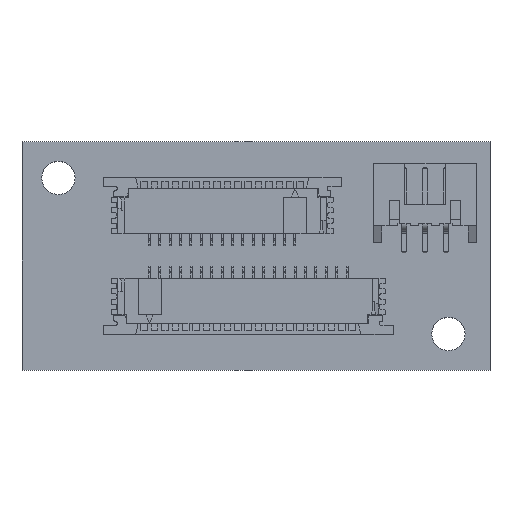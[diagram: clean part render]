
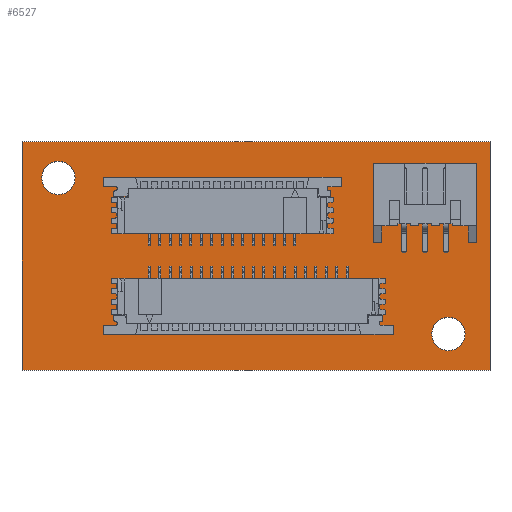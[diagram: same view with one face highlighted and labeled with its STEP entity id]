
A CAD part, top view. The second image highlights one B-rep face of the part: STEP entity #6527.
In plain terms, the highlighted planar face has unit normal (0, 0, 1).
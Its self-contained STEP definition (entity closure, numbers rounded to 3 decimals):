
#199 = FACE_OUTER_BOUND ( 'NONE', #46041, .T. ) ;
#980 = VECTOR ( 'NONE', #39553, 1000. ) ;
#1513 = ORIENTED_EDGE ( 'NONE', *, *, #14191, .T. ) ;
#1795 = DIRECTION ( 'NONE',  ( -1., 0., 0. ) ) ;
#2431 = LINE ( 'NONE', #6560, #46698 ) ;
#2984 = VECTOR ( 'NONE', #25717, 1000. ) ;
#3481 = EDGE_LOOP ( 'NONE', ( #46234, #32888 ) ) ;
#3803 = EDGE_CURVE ( 'NONE', #17087, #29336, #2431, .T. ) ;
#3847 = DIRECTION ( 'NONE',  ( 0., 0., -1. ) ) ;
#6527 = ADVANCED_FACE ( 'NONE', ( #19722, #9966, #199 ), #11969, .T. ) ;
#6560 = CARTESIAN_POINT ( 'NONE',  ( 22.5, 0., 0. ) ) ;
#7163 = AXIS2_PLACEMENT_3D ( 'NONE', #7815, #41114, #16157 ) ;
#7815 = CARTESIAN_POINT ( 'NONE',  ( 0., 0., 0. ) ) ;
#9966 = FACE_BOUND ( 'NONE', #45394, .T. ) ;
#10148 = ORIENTED_EDGE ( 'NONE', *, *, #19453, .T. ) ;
#11969 = PLANE ( 'NONE',  #7163 ) ;
#12386 = CARTESIAN_POINT ( 'NONE',  ( 18.5, -7.5, 0. ) ) ;
#13562 = VERTEX_POINT ( 'NONE', #34273 ) ;
#14051 = LINE ( 'NONE', #46431, #2984 ) ;
#14191 = EDGE_CURVE ( 'NONE', #42213, #17087, #14051, .T. ) ;
#14747 = CIRCLE ( 'NONE', #27940, 1.6 ) ;
#15279 = CARTESIAN_POINT ( 'NONE',  ( -19., 7.5, 0. ) ) ;
#15358 = ORIENTED_EDGE ( 'NONE', *, *, #3803, .T. ) ;
#15571 = CARTESIAN_POINT ( 'NONE',  ( 22.5, 11., 0. ) ) ;
#15790 = VERTEX_POINT ( 'NONE', #45637 ) ;
#15833 = CARTESIAN_POINT ( 'NONE',  ( -22.5, 11., 0. ) ) ;
#16157 = DIRECTION ( 'NONE',  ( 1., 0., 0. ) ) ;
#16560 = DIRECTION ( 'NONE',  ( -1., 0., 0. ) ) ;
#16951 = EDGE_CURVE ( 'NONE', #54051, #13562, #21571, .T. ) ;
#17087 = VERTEX_POINT ( 'NONE', #29693 ) ;
#19453 = EDGE_CURVE ( 'NONE', #30339, #15790, #46946, .T. ) ;
#19464 = DIRECTION ( 'NONE',  ( -1., 0., 0. ) ) ;
#19722 = FACE_BOUND ( 'NONE', #3481, .T. ) ;
#19902 = ORIENTED_EDGE ( 'NONE', *, *, #47902, .T. ) ;
#20856 = DIRECTION ( 'NONE',  ( 0., -1., 0. ) ) ;
#21571 = CIRCLE ( 'NONE', #32892, 1.6 ) ;
#24273 = AXIS2_PLACEMENT_3D ( 'NONE', #51653, #26763, #1795 ) ;
#24923 = VECTOR ( 'NONE', #20856, 1000. ) ;
#25717 = DIRECTION ( 'NONE',  ( 1., 0., 0. ) ) ;
#26763 = DIRECTION ( 'NONE',  ( 0., 0., -1. ) ) ;
#26792 = ORIENTED_EDGE ( 'NONE', *, *, #35266, .T. ) ;
#27940 = AXIS2_PLACEMENT_3D ( 'NONE', #12386, #41517, #16560 ) ;
#28792 = CARTESIAN_POINT ( 'NONE',  ( -19., 7.5, 0. ) ) ;
#29247 = CARTESIAN_POINT ( 'NONE',  ( -22.5, 0., 0. ) ) ;
#29336 = VERTEX_POINT ( 'NONE', #15571 ) ;
#29693 = CARTESIAN_POINT ( 'NONE',  ( 22.5, -11., 0. ) ) ;
#30339 = VERTEX_POINT ( 'NONE', #43851 ) ;
#30502 = AXIS2_PLACEMENT_3D ( 'NONE', #15279, #44404, #19464 ) ;
#32888 = ORIENTED_EDGE ( 'NONE', *, *, #16951, .T. ) ;
#32892 = AXIS2_PLACEMENT_3D ( 'NONE', #28792, #3847, #33001 ) ;
#33001 = DIRECTION ( 'NONE',  ( -1., 0., 0. ) ) ;
#34273 = CARTESIAN_POINT ( 'NONE',  ( -20.6, 7.5, 0. ) ) ;
#35266 = EDGE_CURVE ( 'NONE', #29336, #47509, #45240, .T. ) ;
#35361 = CARTESIAN_POINT ( 'NONE',  ( 0., 11., 0. ) ) ;
#35686 = DIRECTION ( 'NONE',  ( 0., 1., 0. ) ) ;
#36011 = LINE ( 'NONE', #29247, #24923 ) ;
#39553 = DIRECTION ( 'NONE',  ( -1., 0., 0. ) ) ;
#41114 = DIRECTION ( 'NONE',  ( 0., 0., 1. ) ) ;
#41517 = DIRECTION ( 'NONE',  ( 0., 0., -1. ) ) ;
#41690 = EDGE_CURVE ( 'NONE', #13562, #54051, #43275, .T. ) ;
#42213 = VERTEX_POINT ( 'NONE', #47976 ) ;
#43275 = CIRCLE ( 'NONE', #30502, 1.6 ) ;
#43708 = CARTESIAN_POINT ( 'NONE',  ( -17.4, 7.5, 0. ) ) ;
#43851 = CARTESIAN_POINT ( 'NONE',  ( 20.1, -7.5, 0. ) ) ;
#44170 = EDGE_CURVE ( 'NONE', #47509, #42213, #36011, .T. ) ;
#44404 = DIRECTION ( 'NONE',  ( 0., 0., -1. ) ) ;
#45240 = LINE ( 'NONE', #35361, #980 ) ;
#45394 = EDGE_LOOP ( 'NONE', ( #19902, #10148 ) ) ;
#45637 = CARTESIAN_POINT ( 'NONE',  ( 16.9, -7.5, 0. ) ) ;
#46041 = EDGE_LOOP ( 'NONE', ( #15358, #26792, #52711, #1513 ) ) ;
#46234 = ORIENTED_EDGE ( 'NONE', *, *, #41690, .T. ) ;
#46431 = CARTESIAN_POINT ( 'NONE',  ( 0., -11., 0. ) ) ;
#46698 = VECTOR ( 'NONE', #35686, 1000. ) ;
#46946 = CIRCLE ( 'NONE', #24273, 1.6 ) ;
#47509 = VERTEX_POINT ( 'NONE', #15833 ) ;
#47902 = EDGE_CURVE ( 'NONE', #15790, #30339, #14747, .T. ) ;
#47976 = CARTESIAN_POINT ( 'NONE',  ( -22.5, -11., 0. ) ) ;
#51653 = CARTESIAN_POINT ( 'NONE',  ( 18.5, -7.5, 0. ) ) ;
#52711 = ORIENTED_EDGE ( 'NONE', *, *, #44170, .T. ) ;
#54051 = VERTEX_POINT ( 'NONE', #43708 ) ;
